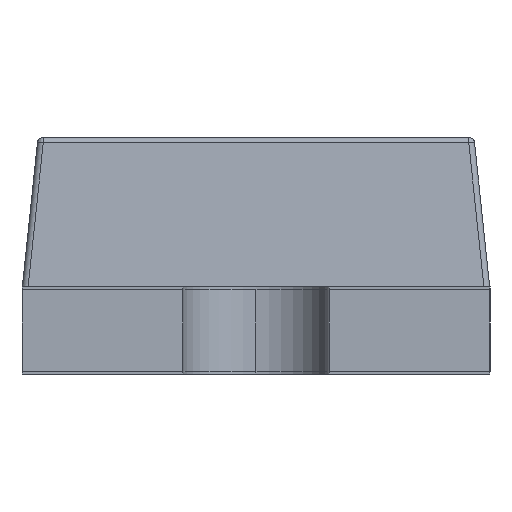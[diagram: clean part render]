
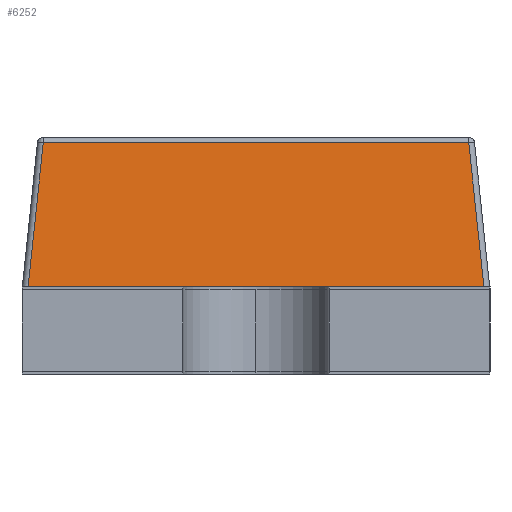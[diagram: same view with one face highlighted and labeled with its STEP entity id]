
A CAD part, left-side view. The second image highlights one B-rep face of the part: STEP entity #6252.
In plain terms, the highlighted planar face has unit normal (-0.995, 0, 0.104).
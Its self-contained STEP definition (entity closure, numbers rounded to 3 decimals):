
#168 = CARTESIAN_POINT ( 'NONE',  ( -0.95, -0.78, 0.28 ) ) ;
#241 = VERTEX_POINT ( 'NONE', #168 ) ;
#272 = CARTESIAN_POINT ( 'NONE',  ( -0.95, 0.78, 0.28 ) ) ;
#515 = DIRECTION ( 'NONE',  ( 0., -1., 0. ) ) ;
#535 = VECTOR ( 'NONE', #6255, 1000. ) ;
#897 = AXIS2_PLACEMENT_3D ( 'NONE', #8501, #12953, #2931 ) ;
#1731 = ORIENTED_EDGE ( 'NONE', *, *, #2814, .T. ) ;
#1787 = CARTESIAN_POINT ( 'NONE',  ( -0.888, -0.718, 0.875 ) ) ;
#1945 = CARTESIAN_POINT ( 'NONE',  ( -0.897, 0.745, 0.782 ) ) ;
#2363 = ORIENTED_EDGE ( 'NONE', *, *, #13654, .T. ) ;
#2687 = DIRECTION ( 'NONE',  ( -0.104, 0.104, -0.989 ) ) ;
#2777 = VECTOR ( 'NONE', #2687, 1000. ) ;
#2814 = EDGE_CURVE ( 'NONE', #13567, #241, #6092, .T. ) ;
#2818 = CARTESIAN_POINT ( 'NONE',  ( -0.897, 0.727, 0.782 ) ) ;
#2931 = DIRECTION ( 'NONE',  ( 0., -1., 0. ) ) ;
#4841 = VERTEX_POINT ( 'NONE', #2818 ) ;
#6092 = LINE ( 'NONE', #10539, #8093 ) ;
#6160 = FACE_OUTER_BOUND ( 'NONE', #11899, .T. ) ;
#6252 = ADVANCED_FACE ( 'NONE', ( #6160 ), #10609, .F. ) ;
#6255 = DIRECTION ( 'NONE',  ( 0.104, 0.104, 0.989 ) ) ;
#6421 = DIRECTION ( 'NONE',  ( 0., 1., 0. ) ) ;
#6524 = VECTOR ( 'NONE', #6421, 1000. ) ;
#7562 = ORIENTED_EDGE ( 'NONE', *, *, #13271, .T. ) ;
#7588 = ORIENTED_EDGE ( 'NONE', *, *, #9013, .T. ) ;
#7651 = VERTEX_POINT ( 'NONE', #8863 ) ;
#8093 = VECTOR ( 'NONE', #515, 1000. ) ;
#8272 = LINE ( 'NONE', #12712, #2777 ) ;
#8451 = LINE ( 'NONE', #1787, #535 ) ;
#8501 = CARTESIAN_POINT ( 'NONE',  ( -0.895, 0., 0.8 ) ) ;
#8863 = CARTESIAN_POINT ( 'NONE',  ( -0.897, -0.727, 0.782 ) ) ;
#9013 = EDGE_CURVE ( 'NONE', #241, #7651, #8451, .T. ) ;
#10539 = CARTESIAN_POINT ( 'NONE',  ( -0.95, -0.8, 0.28 ) ) ;
#10609 = PLANE ( 'NONE',  #897 ) ;
#11899 = EDGE_LOOP ( 'NONE', ( #1731, #7588, #2363, #7562 ) ) ;
#11963 = LINE ( 'NONE', #1945, #6524 ) ;
#12712 = CARTESIAN_POINT ( 'NONE',  ( -0.888, 0.718, 0.875 ) ) ;
#12953 = DIRECTION ( 'NONE',  ( 0.995, 0., -0.105 ) ) ;
#13271 = EDGE_CURVE ( 'NONE', #4841, #13567, #8272, .T. ) ;
#13567 = VERTEX_POINT ( 'NONE', #272 ) ;
#13654 = EDGE_CURVE ( 'NONE', #7651, #4841, #11963, .T. ) ;
